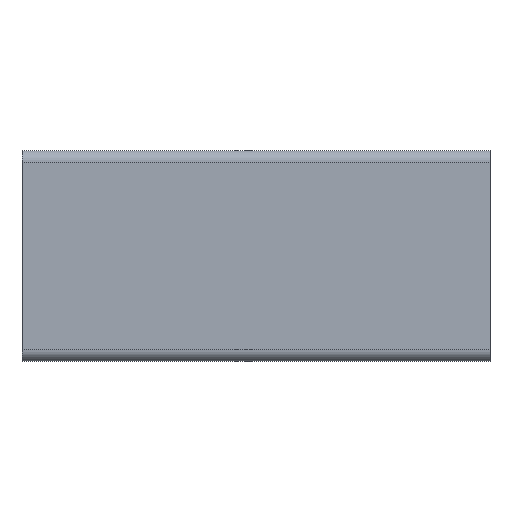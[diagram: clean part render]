
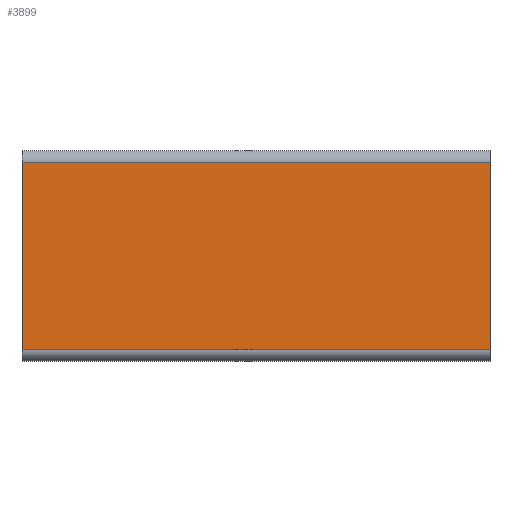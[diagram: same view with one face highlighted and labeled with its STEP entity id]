
A CAD part, front view. The second image highlights one B-rep face of the part: STEP entity #3899.
In plain terms, the highlighted planar face has unit normal (0, -1, 0).
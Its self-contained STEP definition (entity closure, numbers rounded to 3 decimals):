
#37 = DIRECTION ( 'NONE',  ( 0., 1., 0. ) ) ;
#108 = VERTEX_POINT ( 'NONE', #1024 ) ;
#604 = EDGE_LOOP ( 'NONE', ( #1179, #1514, #2753, #764 ) ) ;
#675 = VERTEX_POINT ( 'NONE', #833 ) ;
#764 = ORIENTED_EDGE ( 'NONE', *, *, #2747, .T. ) ;
#773 = PLANE ( 'NONE',  #891 ) ;
#833 = CARTESIAN_POINT ( 'NONE',  ( -40.816, 32.398, -20. ) ) ;
#891 = AXIS2_PLACEMENT_3D ( 'NONE', #4380, #37, #3303 ) ;
#1024 = CARTESIAN_POINT ( 'NONE',  ( 59.184, 32.398, 20. ) ) ;
#1179 = ORIENTED_EDGE ( 'NONE', *, *, #1676, .T. ) ;
#1283 = VECTOR ( 'NONE', #4236, 1000. ) ;
#1285 = LINE ( 'NONE', #2066, #1986 ) ;
#1406 = VERTEX_POINT ( 'NONE', #3123 ) ;
#1514 = ORIENTED_EDGE ( 'NONE', *, *, #2206, .F. ) ;
#1559 = EDGE_CURVE ( 'NONE', #108, #1406, #2857, .T. ) ;
#1676 = EDGE_CURVE ( 'NONE', #2087, #675, #3649, .T. ) ;
#1849 = DIRECTION ( 'NONE',  ( -1., 0., 0. ) ) ;
#1986 = VECTOR ( 'NONE', #4571, 1000. ) ;
#2066 = CARTESIAN_POINT ( 'NONE',  ( 59.184, 32.398, -20. ) ) ;
#2087 = VERTEX_POINT ( 'NONE', #4013 ) ;
#2206 = EDGE_CURVE ( 'NONE', #1406, #675, #1285, .T. ) ;
#2224 = VECTOR ( 'NONE', #1849, 1000. ) ;
#2293 = FACE_OUTER_BOUND ( 'NONE', #604, .T. ) ;
#2448 = CARTESIAN_POINT ( 'NONE',  ( 59.184, 32.398, 20. ) ) ;
#2747 = EDGE_CURVE ( 'NONE', #108, #2087, #3039, .T. ) ;
#2753 = ORIENTED_EDGE ( 'NONE', *, *, #1559, .F. ) ;
#2857 = LINE ( 'NONE', #2448, #4677 ) ;
#2895 = CARTESIAN_POINT ( 'NONE',  ( 59.184, 32.398, 20. ) ) ;
#3039 = LINE ( 'NONE', #2895, #2224 ) ;
#3123 = CARTESIAN_POINT ( 'NONE',  ( 59.184, 32.398, -20. ) ) ;
#3193 = DIRECTION ( 'NONE',  ( 0., 0., -1. ) ) ;
#3303 = DIRECTION ( 'NONE',  ( 0., 0., 1. ) ) ;
#3649 = LINE ( 'NONE', #3833, #1283 ) ;
#3833 = CARTESIAN_POINT ( 'NONE',  ( -40.816, 32.398, 20. ) ) ;
#3899 = ADVANCED_FACE ( 'NONE', ( #2293 ), #773, .F. ) ;
#4013 = CARTESIAN_POINT ( 'NONE',  ( -40.816, 32.398, 20. ) ) ;
#4236 = DIRECTION ( 'NONE',  ( 0., 0., -1. ) ) ;
#4380 = CARTESIAN_POINT ( 'NONE',  ( 59.184, 32.398, 20. ) ) ;
#4571 = DIRECTION ( 'NONE',  ( -1., 0., 0. ) ) ;
#4677 = VECTOR ( 'NONE', #3193, 1000. ) ;
